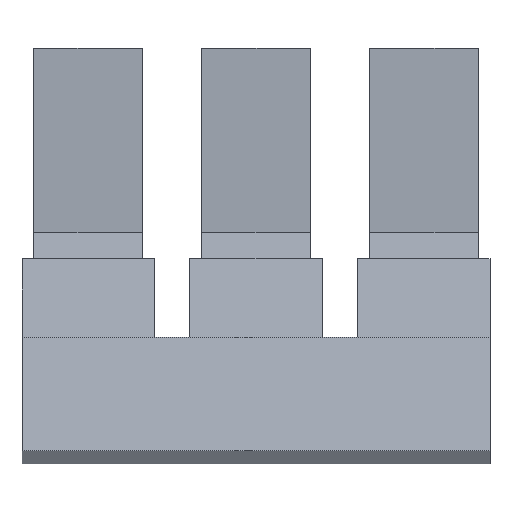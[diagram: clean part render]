
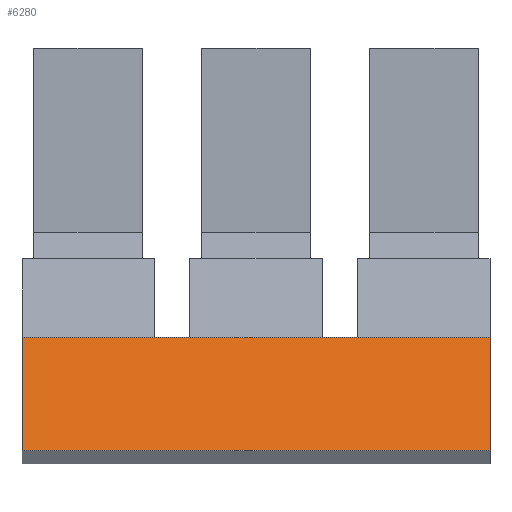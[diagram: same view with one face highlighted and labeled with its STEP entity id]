
A CAD part, top view. The second image highlights one B-rep face of the part: STEP entity #6280.
In plain terms, the highlighted face is planar.
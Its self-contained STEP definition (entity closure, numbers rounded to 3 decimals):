
#200=CARTESIAN_POINT('',(68.008,-1.5,2.25));
#210=VERTEX_POINT('',#200);
#240=CARTESIAN_POINT('',(68.008,16.4,2.25));
#250=DIRECTION('',(0.,-1.,0.));
#260=VECTOR('',#250,1.);
#270=LINE('',#240,#260);
#280=CARTESIAN_POINT('',(68.008,9.,2.25));
#290=VERTEX_POINT('',#280);
#300=EDGE_CURVE('',#290,#210,#270,.T.);
#1910=CARTESIAN_POINT('',(26.208,9.,2.25));
#1920=VERTEX_POINT('',#1910);
#1950=CARTESIAN_POINT('',(26.208,-1.5,2.25));
#1960=DIRECTION('',(0.,1.,0.));
#1970=VECTOR('',#1960,1.);
#1980=LINE('',#1950,#1970);
#1990=CARTESIAN_POINT('',(26.208,-1.5,2.25));
#2000=VERTEX_POINT('',#1990);
#2010=EDGE_CURVE('',#2000,#1920,#1980,.T.);
#6070=CARTESIAN_POINT('',(0.,0.,
2.25));
#6080=DIRECTION('',(0.,0.,1.));
#6090=DIRECTION('',(1.,0.,0.));
#6100=AXIS2_PLACEMENT_3D('',#6070,#6080,#6090);
#6110=PLANE('',#6100);
#6120=ORIENTED_EDGE('',*,*,#300,.F.);
#6130=CARTESIAN_POINT('',(53.008,-1.5,2.25));
#6140=DIRECTION('',(-1.,0.,0.));
#6150=VECTOR('',#6140,1.);
#6160=LINE('',#6130,#6150);
#6170=EDGE_CURVE('',#210,#2000,#6160,.T.);
#6180=ORIENTED_EDGE('',*,*,#6170,.F.);
#6190=ORIENTED_EDGE('',*,*,#2010,.F.);
#6200=CARTESIAN_POINT('',(0.,9.,2.25));
#6210=DIRECTION('',(1.,0.,0.));
#6220=VECTOR('',#6210,1.);
#6230=LINE('',#6200,#6220);
#6240=EDGE_CURVE('',#1920,#290,#6230,.T.);
#6250=ORIENTED_EDGE('',*,*,#6240,.F.);
#6260=EDGE_LOOP('',(#6250,#6190,#6180,#6120));
#6270=FACE_OUTER_BOUND('',#6260,.T.);
#6280=ADVANCED_FACE('',(#6270),#6110,.T.);
